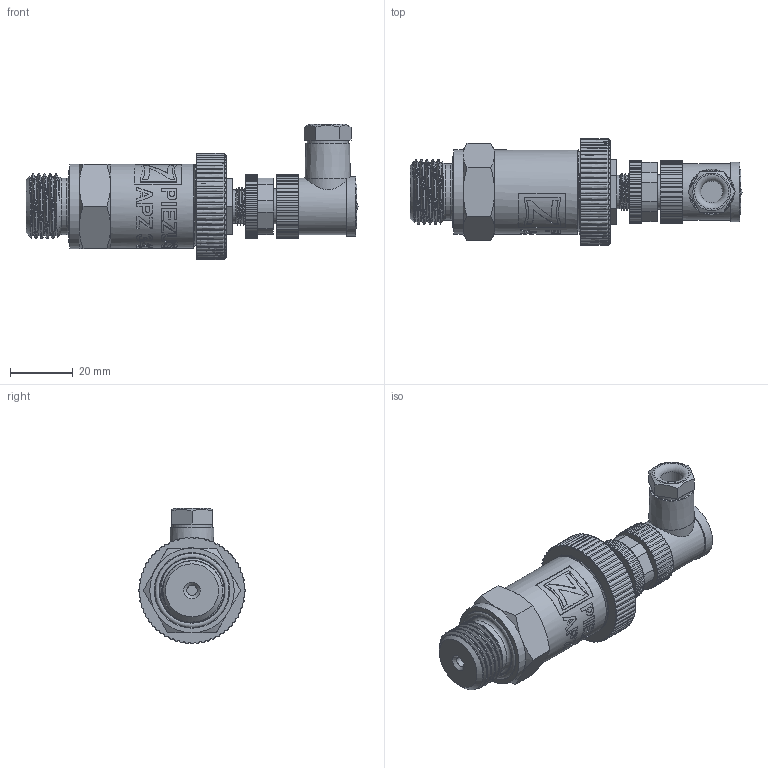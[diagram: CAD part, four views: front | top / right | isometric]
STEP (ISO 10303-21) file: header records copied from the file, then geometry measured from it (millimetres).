
FILE_DESCRIPTION(/* description */ (''),/* implementation_level */ '2;1');
FILE_NAME(/* name */ 'APZ3420_G1`2DIN_M12x1-angular.step',/* time_stamp */ '2021-06-08T16:52:04+03:00',/* author */ (''),/* organization */ (''),/* preprocessor_version */ 'ST-DEVELOPER v18.1',/* originating_system */ 'Autodesk Translation Framework v10.9.0.1377',/* authorisation */ '');
FILE_SCHEMA (('AUTOMOTIVE_DESIGN { 1 0 10303 214 3 1 1 }'));
Products named in the file (6): (Unsaved); G1/2 DIN; OMAL nut M27x1.5 v8; M12x1 male v16; Ш100.000.002 v4; M12x1 female angular v10
Assembly tree (5 placements, depth 2):
  (Unsaved)
    G1/2 DIN
    OMAL nut M27x1.5 v8
    M12x1 male v16
    Ш100.000.002 v4
    M12x1 female angular v10
Bounding box: 106.07 x 34 x 43.2 mm (x, y, z)
Volume: 49038.4 mm3; surface area: 20069.6 mm2
Topology: 17 solids, 17 shells, 977 faces, 2716 edges, 1818 vertices
Faces by surface type: bspline 449, cylinder 320, plane 168, cone 28, torus 11, sphere 1
Full cylindrical faces by diameter (mm): 1 x12, 1.5 x4, 3.3 x1, 7 x1, 8 x1, 8.2 x1, 9.471 x2, 10.6 x2, 10.741 x6, 11.035 x4, 11.156 x1, 11.884 x5, 12.152 x4, 13 x1, 14 x1, 14.137 x4, 14.526 x1, 15.85 x3, 18 x2, 18.631 x4, 19 x1, 20.956 x1, 21.4 x2, 22.4 x1, 23.7 x1, 24.5 x1, 25.132 x4, 25.526 x4, 26.85 x4, 27 x1
Entity records: 69169 total; most frequent: CARTESIAN_POINT 46576, ORIENTED_EDGE 5432, DIRECTION 3414, EDGE_CURVE 2716, VERTEX_POINT 1818, AXIS2_PLACEMENT_3D 1182, LINE 1050, VECTOR 1050
